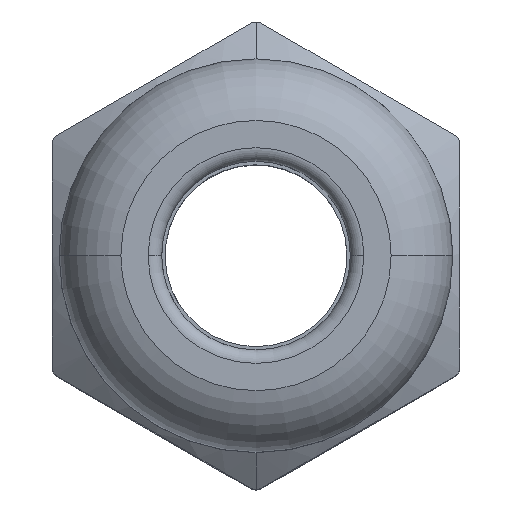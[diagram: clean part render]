
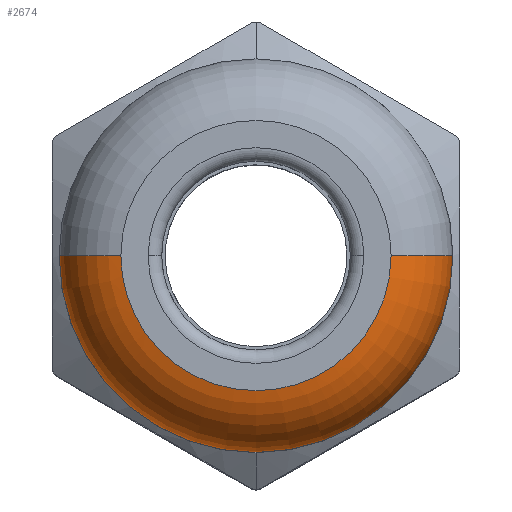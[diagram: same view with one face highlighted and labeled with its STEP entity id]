
A CAD part, top view. The second image highlights one B-rep face of the part: STEP entity #2674.
In plain terms, the highlighted toroidal (fillet/blend) face has major radius 4.359 mm and minor radius 2.876 mm.
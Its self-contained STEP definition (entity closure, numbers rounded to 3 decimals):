
#2616=AXIS2_PLACEMENT_3D('Circle Axis2P3D',#2614,#2615,$) ;
#2623=AXIS2_PLACEMENT_3D('Circle Axis2P3D',#2621,#2622,$) ;
#2652=AXIS2_PLACEMENT_3D('Torus Axis2P3D',#2649,#2650,#2651) ;
#2656=AXIS2_PLACEMENT_3D('Circle Axis2P3D',#2654,#2655,$) ;
#2663=AXIS2_PLACEMENT_3D('Circle Axis2P3D',#2661,#2662,$) ;
#2480=CARTESIAN_POINT('Vertex',(2.53,8.602,30.5)) ;
#2486=CARTESIAN_POINT('Control Point',(7.5,3.632,30.5)) ;
#2487=CARTESIAN_POINT('Control Point',(6.954,3.632,30.5)) ;
#2488=CARTESIAN_POINT('Control Point',(6.408,3.707,30.5)) ;
#2489=CARTESIAN_POINT('Control Point',(5.875,3.857,30.5)) ;
#2490=CARTESIAN_POINT('Control Point',(4.866,4.299,30.5)) ;
#2491=CARTESIAN_POINT('Control Point',(4.013,4.997,30.5)) ;
#2492=CARTESIAN_POINT('Control Point',(3.637,5.403,30.5)) ;
#2493=CARTESIAN_POINT('Control Point',(3.051,6.244,30.5)) ;
#2494=CARTESIAN_POINT('Control Point',(2.696,7.203,30.5)) ;
#2495=CARTESIAN_POINT('Control Point',(2.585,7.664,30.5)) ;
#2496=CARTESIAN_POINT('Control Point',(2.53,8.133,30.5)) ;
#2497=CARTESIAN_POINT('Control Point',(2.53,8.602,30.5)) ;
#2498=CARTESIAN_POINT('Vertex',(7.5,3.632,30.5)) ;
#2502=CARTESIAN_POINT('Control Point',(12.47,8.602,30.5)) ;
#2503=CARTESIAN_POINT('Control Point',(12.47,8.525,30.5)) ;
#2504=CARTESIAN_POINT('Control Point',(12.469,8.448,30.5)) ;
#2505=CARTESIAN_POINT('Control Point',(12.466,8.371,30.5)) ;
#2506=CARTESIAN_POINT('Control Point',(12.429,7.749,30.5)) ;
#2507=CARTESIAN_POINT('Control Point',(12.296,7.135,30.5)) ;
#2508=CARTESIAN_POINT('Control Point',(12.105,6.616,30.5)) ;
#2509=CARTESIAN_POINT('Control Point',(11.586,5.643,30.5)) ;
#2510=CARTESIAN_POINT('Control Point',(10.824,4.847,30.5)) ;
#2511=CARTESIAN_POINT('Control Point',(10.391,4.503,30.5)) ;
#2512=CARTESIAN_POINT('Control Point',(9.574,4.023,30.5)) ;
#2513=CARTESIAN_POINT('Control Point',(8.672,3.748,30.5)) ;
#2514=CARTESIAN_POINT('Control Point',(8.285,3.671,30.5)) ;
#2515=CARTESIAN_POINT('Control Point',(7.892,3.632,30.5)) ;
#2516=CARTESIAN_POINT('Control Point',(7.5,3.632,30.5)) ;
#2517=CARTESIAN_POINT('Vertex',(12.47,8.602,30.5)) ;
#2614=CARTESIAN_POINT('Axis2P3D Location',(3.141,8.602,27.69)) ;
#2618=CARTESIAN_POINT('Vertex',(0.265,8.602,27.69)) ;
#2621=CARTESIAN_POINT('Axis2P3D Location',(11.859,8.602,27.69)) ;
#2625=CARTESIAN_POINT('Vertex',(14.735,8.602,27.69)) ;
#2649=CARTESIAN_POINT('Axis2P3D Location',(7.5,8.602,27.69)) ;
#2654=CARTESIAN_POINT('Axis2P3D Location',(7.5,8.602,27.69)) ;
#2658=CARTESIAN_POINT('Vertex',(7.5,1.367,27.69)) ;
#2661=CARTESIAN_POINT('Axis2P3D Location',(7.5,8.602,27.69)) ;
#2615=DIRECTION('Axis2P3D Direction',(0.,-1.,0.)) ;
#2622=DIRECTION('Axis2P3D Direction',(0.,1.,0.)) ;
#2650=DIRECTION('Axis2P3D Direction',(0.,0.,-1.)) ;
#2651=DIRECTION('Axis2P3D XDirection',(1.,0.,0.)) ;
#2655=DIRECTION('Axis2P3D Direction',(0.,0.,-1.)) ;
#2662=DIRECTION('Axis2P3D Direction',(0.,0.,-1.)) ;
#2667=ORIENTED_EDGE('',*,*,#2627,.F.) ;
#2668=ORIENTED_EDGE('',*,*,#2519,.T.) ;
#2669=ORIENTED_EDGE('',*,*,#2500,.T.) ;
#2670=ORIENTED_EDGE('',*,*,#2620,.F.) ;
#2671=ORIENTED_EDGE('',*,*,#2660,.F.) ;
#2672=ORIENTED_EDGE('',*,*,#2665,.F.) ;
#2674=ADVANCED_FACE('VG_M12_OT\\Volumenk\X2\00F6\X0\rper1',(#2673),#2653,.T.) ;
#2485=B_SPLINE_CURVE_WITH_KNOTS('',5,(#2486,#2487,#2488,#2489,#2490,#2491,#2492,#2493,#2494,#2495,#2496,#2497),.UNSPECIFIED.,.F.,.U.,(6,3,3,6),(0.,3.861,7.723,11.04),.UNSPECIFIED.) ;
#2501=B_SPLINE_CURVE_WITH_KNOTS('',5,(#2502,#2503,#2504,#2505,#2506,#2507,#2508,#2509,#2510,#2511,#2512,#2513,#2514,#2515,#2516),.UNSPECIFIED.,.F.,.U.,(6,3,3,3,6),(11.04,11.584,15.445,19.306,22.081),.UNSPECIFIED.) ;
#2617=CIRCLE('generated circle',#2616,2.876) ;
#2624=CIRCLE('generated circle',#2623,2.876) ;
#2657=CIRCLE('generated circle',#2656,7.235) ;
#2664=CIRCLE('generated circle',#2663,7.235) ;
#2653=TOROIDAL_SURFACE('homeo Torus',#2652,4.359,2.876) ;
#2500=EDGE_CURVE('',#2499,#2481,#2485,.T.) ;
#2519=EDGE_CURVE('',#2518,#2499,#2501,.T.) ;
#2620=EDGE_CURVE('',#2619,#2481,#2617,.F.) ;
#2627=EDGE_CURVE('',#2518,#2626,#2624,.T.) ;
#2660=EDGE_CURVE('',#2659,#2619,#2657,.T.) ;
#2665=EDGE_CURVE('',#2626,#2659,#2664,.T.) ;
#2666=EDGE_LOOP('',(#2667,#2668,#2669,#2670,#2671,#2672)) ;
#2673=FACE_OUTER_BOUND('',#2666,.T.) ;
#2481=VERTEX_POINT('',#2480) ;
#2499=VERTEX_POINT('',#2498) ;
#2518=VERTEX_POINT('',#2517) ;
#2619=VERTEX_POINT('',#2618) ;
#2626=VERTEX_POINT('',#2625) ;
#2659=VERTEX_POINT('',#2658) ;
